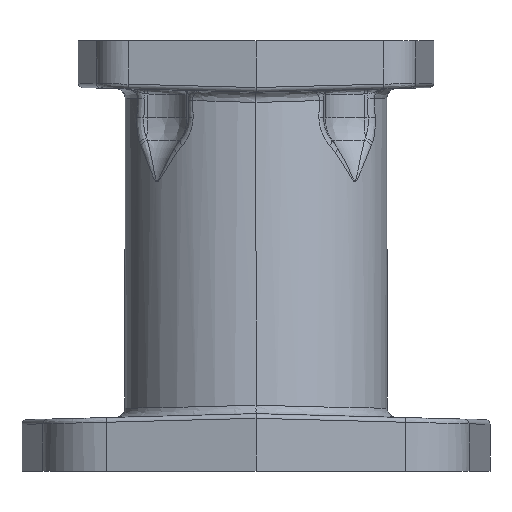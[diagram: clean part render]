
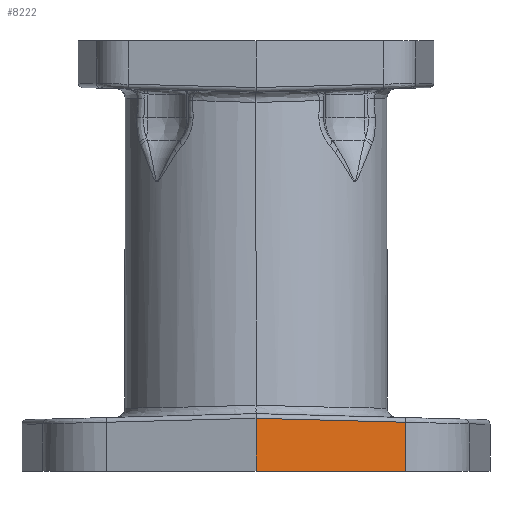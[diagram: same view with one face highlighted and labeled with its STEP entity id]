
A CAD part, front view. The second image highlights one B-rep face of the part: STEP entity #8222.
In plain terms, the highlighted planar face has unit normal (0.139, -0.99, 0).
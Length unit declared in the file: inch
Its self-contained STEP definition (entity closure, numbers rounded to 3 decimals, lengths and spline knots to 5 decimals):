
#977=CARTESIAN_POINT('',(0.,-3.70802,0.83204));
#983=DIRECTION('',(0.99,0.139,-0.026));
#984=VECTOR('',#983,2.01398);
#985=CARTESIAN_POINT('',(0.,-3.70802,0.83204));
#986=LINE('',#985,#984);
#1001=CARTESIAN_POINT('',(1.99371,-3.42782,
0.77983));
#2582=DIRECTION('',(0.99,0.139,0.));
#2583=VECTOR('',#2582,2.0133);
#2584=CARTESIAN_POINT('',(0.,-3.70802,0.125));
#2585=LINE('',#2584,#2583);
#2586=DIRECTION('',(0.,0.,1.));
#2587=VECTOR('',#2586,0.70704);
#2588=CARTESIAN_POINT('',(0.,-3.70802,0.125));
#2589=LINE('',#2588,#2587);
#2829=DIRECTION('',(0.,0.,1.));
#2830=VECTOR('',#2829,0.65483);
#2831=CARTESIAN_POINT('',(1.99371,-3.42782,0.125));
#2832=LINE('',#2831,#2830);
#3195=VERTEX_POINT('',#1001);
#3258=VERTEX_POINT('',#977);
#3265=CARTESIAN_POINT('',(0.,-3.70802,0.125));
#3266=CARTESIAN_POINT('',(1.99371,-3.42782,0.125));
#3267=VERTEX_POINT('',#3265);
#3268=VERTEX_POINT('',#3266);
#8209=CARTESIAN_POINT('',(0.,-3.70802,0.));
#8210=DIRECTION('',(0.139,-0.99,0.));
#8211=DIRECTION('',(0.99,0.139,0.));
#8212=AXIS2_PLACEMENT_3D('',#8209,#8210,#8211);
#8213=PLANE('',#8212);
#8214=ORIENTED_EDGE('',*,*,#5445,.F.);
#8216=ORIENTED_EDGE('',*,*,#8215,.T.);
#8217=ORIENTED_EDGE('',*,*,#5344,.T.);
#8219=ORIENTED_EDGE('',*,*,#8218,.F.);
#8220=EDGE_LOOP('',(#8214,#8216,#8217,#8219));
#8221=FACE_OUTER_BOUND('',#8220,.F.);
#5344=EDGE_CURVE('',#3258,#3195,#986,.T.);
#5445=EDGE_CURVE('',#3267,#3268,#2585,.T.);
#8215=EDGE_CURVE('',#3267,#3258,#2589,.T.);
#8218=EDGE_CURVE('',#3268,#3195,#2832,.T.);
#8222=ADVANCED_FACE('',(#8221),#8213,.T.);
